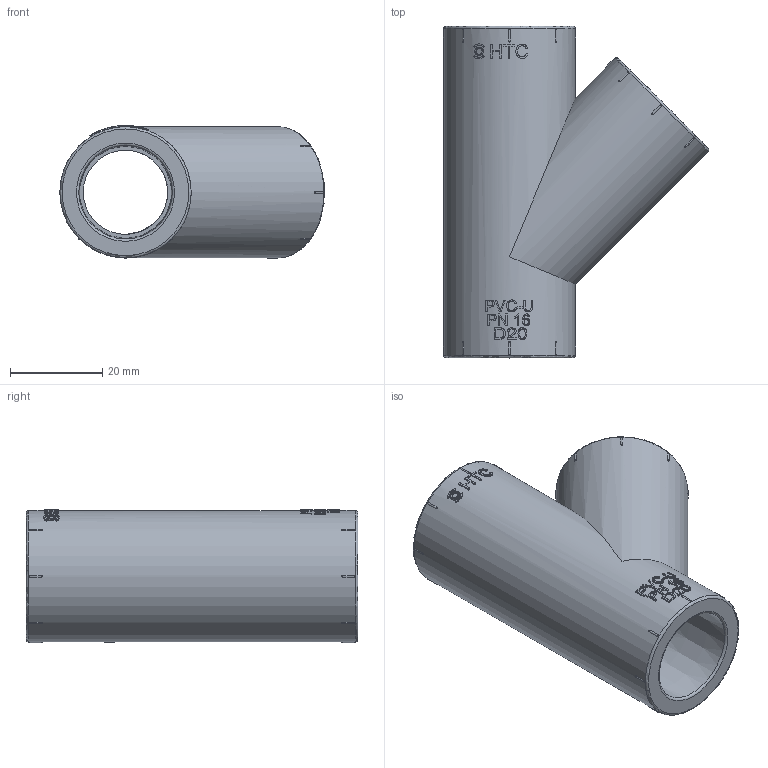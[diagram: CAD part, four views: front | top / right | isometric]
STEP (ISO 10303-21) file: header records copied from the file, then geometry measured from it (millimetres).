
FILE_DESCRIPTION(/* description */ (''),/* implementation_level */ '2;1');
FILE_NAME(/* name */ '20.stp',/* time_stamp */ '2026-03-05T11:24:45+08:00',/* author */ (''),/* organization */ (''),/* preprocessor_version */ 'ST-DEVELOPER v16',/* originating_system */ 'SIEMENS PLM Software NX 10.0',/* authorisation */ '');
FILE_SCHEMA (('AUTOMOTIVE_DESIGN { 1 0 10303 214 3 1 1 1 }'));
Length unit declared in the file: millimetre
Products named in the file (1): gelv1304D832eiag
Bounding box: 57.61 x 72 x 28.87 mm (x, y, z)
Surface area: 15615.3 mm2 (no closed solid volume)
Topology: 0 solids, 1 shells, 295 faces, 778 edges, 509 vertices
Faces by surface type: extrusion 100, plane 80, cylinder 58, sphere 48, torus 6, cone 3
Full cylindrical faces by diameter (mm): 1.332 x1, 1.854 x1, 18.3 x2, 28.5 x2
Entity records: 12850 total; most frequent: CARTESIAN_POINT 6044, ORIENTED_EDGE 1498, DIRECTION 1140, EDGE_CURVE 749, VERTEX_POINT 499, B_SPLINE_CURVE_WITH_KNOTS 384, VECTOR 382, AXIS2_PLACEMENT_3D 379
